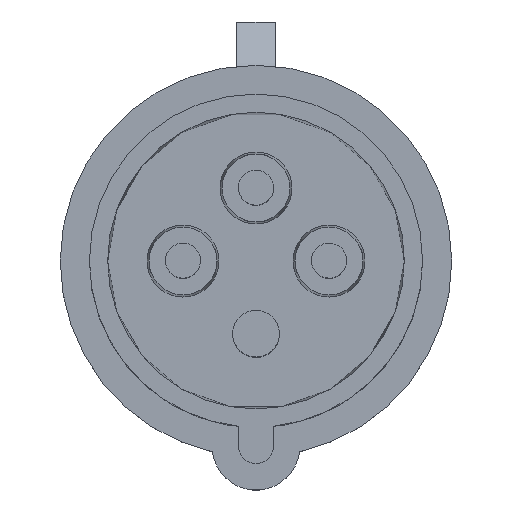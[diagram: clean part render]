
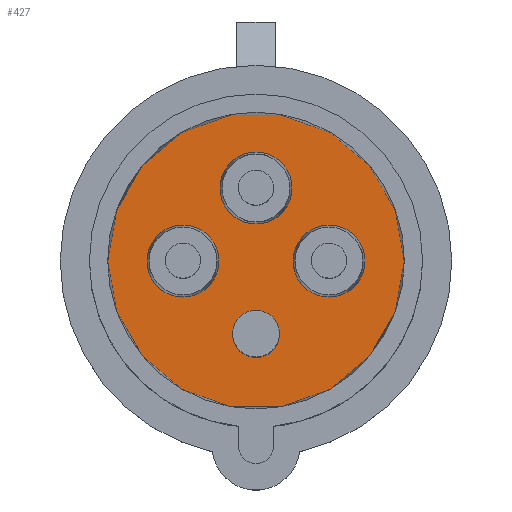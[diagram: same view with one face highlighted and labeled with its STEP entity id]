
A CAD part, top view. The second image highlights one B-rep face of the part: STEP entity #427.
In plain terms, the highlighted planar face has unit normal (0, 0, 1).
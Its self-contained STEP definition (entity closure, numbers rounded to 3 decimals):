
#161 = DIRECTION ( 'NONE',  ( 1., 0., 0. ) ) ;
#280 = CARTESIAN_POINT ( 'NONE',  ( 18.65, 0., -1.187 ) ) ;
#427 = ADVANCED_FACE ( 'NONE', ( #16536, #21739, #12399, #25895, #755 ), #28383, .T. ) ;
#594 = VERTEX_POINT ( 'NONE', #18177 ) ;
#755 = FACE_OUTER_BOUND ( 'NONE', #12484, .T. ) ;
#886 = CARTESIAN_POINT ( 'NONE',  ( 3.793, -13.769, -1.187 ) ) ;
#1825 = AXIS2_PLACEMENT_3D ( 'NONE', #9362, #28557, #161 ) ;
#1961 = VERTEX_POINT ( 'NONE', #23213 ) ;
#2594 = VERTEX_POINT ( 'NONE', #886 ) ;
#2760 = DIRECTION ( 'NONE',  ( 1., 0., 0. ) ) ;
#2929 = VERTEX_POINT ( 'NONE', #6516 ) ;
#3290 = CIRCLE ( 'NONE', #26783, 3.999 ) ;
#3778 = VERTEX_POINT ( 'NONE', #280 ) ;
#3794 = CARTESIAN_POINT ( 'NONE',  ( 0., 6.35, -1.187 ) ) ;
#4226 = EDGE_CURVE ( 'NONE', #2929, #21532, #11733, .T. ) ;
#5404 = VERTEX_POINT ( 'NONE', #28978 ) ;
#5467 = DIRECTION ( 'NONE',  ( 1., 0., 0. ) ) ;
#5470 = VERTEX_POINT ( 'NONE', #3794 ) ;
#5749 = CIRCLE ( 'NONE', #1825, 3.999 ) ;
#5965 = CARTESIAN_POINT ( 'NONE',  ( -12.5, 0., -1.187 ) ) ;
#6077 = AXIS2_PLACEMENT_3D ( 'NONE', #9492, #28213, #2760 ) ;
#6511 = ORIENTED_EDGE ( 'NONE', *, *, #30152, .F. ) ;
#6516 = CARTESIAN_POINT ( 'NONE',  ( -18.65, 0., -1.187 ) ) ;
#7295 = AXIS2_PLACEMENT_3D ( 'NONE', #9855, #23648, #7550 ) ;
#7550 = DIRECTION ( 'NONE',  ( 1., 0., 0. ) ) ;
#7802 = DIRECTION ( 'NONE',  ( 1., 0., 0. ) ) ;
#7821 = DIRECTION ( 'NONE',  ( 0., 0., 1. ) ) ;
#7852 = DIRECTION ( 'NONE',  ( 0., 0., -1. ) ) ;
#8105 = EDGE_CURVE ( 'NONE', #594, #2594, #3290, .T. ) ;
#8775 = ORIENTED_EDGE ( 'NONE', *, *, #24806, .F. ) ;
#8940 = AXIS2_PLACEMENT_3D ( 'NONE', #25920, #28706, #26234 ) ;
#9362 = CARTESIAN_POINT ( 'NONE',  ( 0., -12.5, -1.187 ) ) ;
#9492 = CARTESIAN_POINT ( 'NONE',  ( 0., 0., -1.187 ) ) ;
#9506 = CARTESIAN_POINT ( 'NONE',  ( 12.5, 0., -1.187 ) ) ;
#9855 = CARTESIAN_POINT ( 'NONE',  ( 0., 12.5, -1.187 ) ) ;
#10117 = CARTESIAN_POINT ( 'NONE',  ( 0., 0., -1.187 ) ) ;
#10508 = CIRCLE ( 'NONE', #6077, 25.372 ) ;
#10706 = CIRCLE ( 'NONE', #27292, 6.15 ) ;
#11733 = CIRCLE ( 'NONE', #25449, 6.15 ) ;
#11745 = ORIENTED_EDGE ( 'NONE', *, *, #26638, .F. ) ;
#11868 = CIRCLE ( 'NONE', #12822, 6.15 ) ;
#11927 = ORIENTED_EDGE ( 'NONE', *, *, #15358, .F. ) ;
#12150 = AXIS2_PLACEMENT_3D ( 'NONE', #28270, #7852, #17189 ) ;
#12227 = CARTESIAN_POINT ( 'NONE',  ( 0., 12.5, -1.187 ) ) ;
#12399 = FACE_BOUND ( 'NONE', #28791, .T. ) ;
#12433 = CARTESIAN_POINT ( 'NONE',  ( -6.35, 0., -1.187 ) ) ;
#12484 = EDGE_LOOP ( 'NONE', ( #11745, #29641 ) ) ;
#12674 = CARTESIAN_POINT ( 'NONE',  ( 0., 18.65, -1.187 ) ) ;
#12822 = AXIS2_PLACEMENT_3D ( 'NONE', #5965, #7821, #17156 ) ;
#12827 = VERTEX_POINT ( 'NONE', #12674 ) ;
#14003 = ORIENTED_EDGE ( 'NONE', *, *, #22208, .F. ) ;
#14058 = EDGE_CURVE ( 'NONE', #21532, #2929, #11868, .T. ) ;
#14525 = CARTESIAN_POINT ( 'NONE',  ( 25.372, 0., -1.187 ) ) ;
#15069 = AXIS2_PLACEMENT_3D ( 'NONE', #10117, #28830, #7802 ) ;
#15358 = EDGE_CURVE ( 'NONE', #3778, #1961, #15800, .T. ) ;
#15800 = CIRCLE ( 'NONE', #8940, 6.15 ) ;
#16320 = ORIENTED_EDGE ( 'NONE', *, *, #8105, .F. ) ;
#16390 = DIRECTION ( 'NONE',  ( 1., 0., 0. ) ) ;
#16536 = FACE_BOUND ( 'NONE', #26324, .T. ) ;
#17156 = DIRECTION ( 'NONE',  ( 1., 0., 0. ) ) ;
#17189 = DIRECTION ( 'NONE',  ( 1., 0., 0. ) ) ;
#17891 = EDGE_CURVE ( 'NONE', #5404, #25985, #10508, .T. ) ;
#18177 = CARTESIAN_POINT ( 'NONE',  ( -3.793, -11.231, -1.187 ) ) ;
#18377 = DIRECTION ( 'NONE',  ( 0., 0., 1. ) ) ;
#18495 = ORIENTED_EDGE ( 'NONE', *, *, #29440, .F. ) ;
#18932 = CARTESIAN_POINT ( 'NONE',  ( -12.5, 0., -1.187 ) ) ;
#19071 = ORIENTED_EDGE ( 'NONE', *, *, #14058, .F. ) ;
#19446 = DIRECTION ( 'NONE',  ( 0., 0., 1. ) ) ;
#19565 = DIRECTION ( 'NONE',  ( 0., 0., 1. ) ) ;
#20481 = CIRCLE ( 'NONE', #7295, 6.15 ) ;
#21532 = VERTEX_POINT ( 'NONE', #12433 ) ;
#21739 = FACE_BOUND ( 'NONE', #24143, .T. ) ;
#22208 = EDGE_CURVE ( 'NONE', #2594, #594, #5749, .T. ) ;
#23213 = CARTESIAN_POINT ( 'NONE',  ( 6.35, 0., -1.187 ) ) ;
#23648 = DIRECTION ( 'NONE',  ( 0., 0., 1. ) ) ;
#24143 = EDGE_LOOP ( 'NONE', ( #8775, #6511 ) ) ;
#24294 = DIRECTION ( 'NONE',  ( 0., 0., 1. ) ) ;
#24376 = CIRCLE ( 'NONE', #12150, 25.372 ) ;
#24806 = EDGE_CURVE ( 'NONE', #5470, #12827, #30343, .T. ) ;
#24985 = DIRECTION ( 'NONE',  ( 1., 0., 0. ) ) ;
#25449 = AXIS2_PLACEMENT_3D ( 'NONE', #18932, #24294, #26611 ) ;
#25895 = FACE_BOUND ( 'NONE', #28620, .T. ) ;
#25920 = CARTESIAN_POINT ( 'NONE',  ( 12.5, 0., -1.187 ) ) ;
#25985 = VERTEX_POINT ( 'NONE', #14525 ) ;
#26234 = DIRECTION ( 'NONE',  ( 1., 0., 0. ) ) ;
#26324 = EDGE_LOOP ( 'NONE', ( #19071, #29861 ) ) ;
#26611 = DIRECTION ( 'NONE',  ( 1., 0., 0. ) ) ;
#26638 = EDGE_CURVE ( 'NONE', #25985, #5404, #24376, .T. ) ;
#26783 = AXIS2_PLACEMENT_3D ( 'NONE', #27299, #18377, #24985 ) ;
#27292 = AXIS2_PLACEMENT_3D ( 'NONE', #9506, #19446, #16390 ) ;
#27299 = CARTESIAN_POINT ( 'NONE',  ( 0., -12.5, -1.187 ) ) ;
#27381 = AXIS2_PLACEMENT_3D ( 'NONE', #12227, #19565, #5467 ) ;
#28213 = DIRECTION ( 'NONE',  ( 0., 0., -1. ) ) ;
#28270 = CARTESIAN_POINT ( 'NONE',  ( 0., 0., -1.187 ) ) ;
#28383 = PLANE ( 'NONE',  #15069 ) ;
#28557 = DIRECTION ( 'NONE',  ( 0., 0., 1. ) ) ;
#28620 = EDGE_LOOP ( 'NONE', ( #16320, #14003 ) ) ;
#28706 = DIRECTION ( 'NONE',  ( 0., 0., 1. ) ) ;
#28791 = EDGE_LOOP ( 'NONE', ( #18495, #11927 ) ) ;
#28830 = DIRECTION ( 'NONE',  ( 0., 0., 1. ) ) ;
#28978 = CARTESIAN_POINT ( 'NONE',  ( -25.372, 0., -1.187 ) ) ;
#29440 = EDGE_CURVE ( 'NONE', #1961, #3778, #10706, .T. ) ;
#29641 = ORIENTED_EDGE ( 'NONE', *, *, #17891, .F. ) ;
#29861 = ORIENTED_EDGE ( 'NONE', *, *, #4226, .F. ) ;
#30152 = EDGE_CURVE ( 'NONE', #12827, #5470, #20481, .T. ) ;
#30343 = CIRCLE ( 'NONE', #27381, 6.15 ) ;
